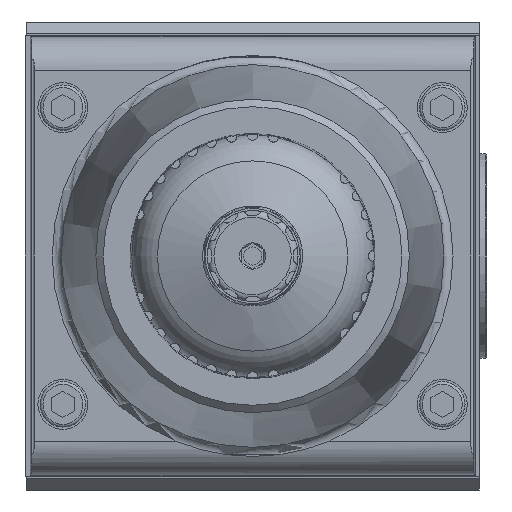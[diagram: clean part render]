
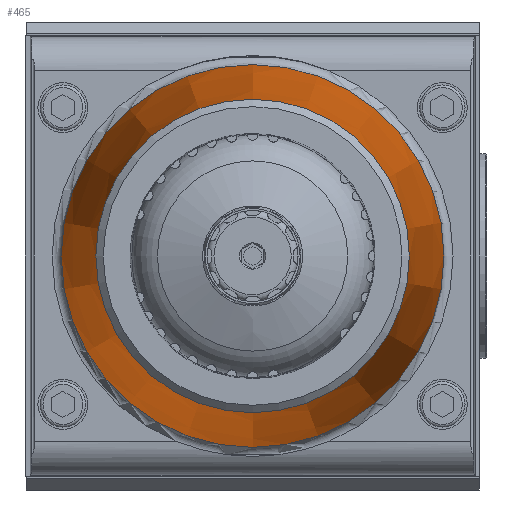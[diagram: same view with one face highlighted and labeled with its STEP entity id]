
A CAD part, front view. The second image highlights one B-rep face of the part: STEP entity #465.
In plain terms, the highlighted conical face has half-angle 5 degrees and reference radius 42.123 mm.
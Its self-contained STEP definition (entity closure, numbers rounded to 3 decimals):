
#465 = ADVANCED_FACE( '', ( #1391, #1392 ), #1393, .T. );
#1391 = FACE_BOUND( '', #2586, .T. );
#1392 = FACE_OUTER_BOUND( '', #2587, .T. );
#1393 = CONICAL_SURFACE( '', #2588, 42.123, 0.087 );
#2586 = EDGE_LOOP( '', ( #5286 ) );
#2587 = EDGE_LOOP( '', ( #5287 ) );
#2588 = AXIS2_PLACEMENT_3D( '', #5288, #5289, #5290 );
#5286 = ORIENTED_EDGE( '', *, *, #8091, .F. );
#5287 = ORIENTED_EDGE( '', *, *, #8090, .T. );
#5288 = CARTESIAN_POINT( '', ( 0., -1.826, 0. ) );
#5289 = DIRECTION( '', ( 0., 1., 0. ) );
#5290 = DIRECTION( '', ( 0., 0., 1. ) );
#8090 = EDGE_CURVE( '', #9998, #9998, #9999, .T. );
#8091 = EDGE_CURVE( '', #10000, #10000, #10001, .T. );
#9998 = VERTEX_POINT( '', #12982 );
#9999 = CIRCLE( '', #12983, 42.123 );
#10000 = VERTEX_POINT( '', #12984 );
#10001 = CIRCLE( '', #12985, 34.496 );
#12982 = CARTESIAN_POINT( '', ( 0., -1.826, -42.123 ) );
#12983 = AXIS2_PLACEMENT_3D( '', #17186, #17187, #17188 );
#12984 = CARTESIAN_POINT( '', ( 0., -89.006, -34.496 ) );
#12985 = AXIS2_PLACEMENT_3D( '', #17189, #17190, #17191 );
#17186 = CARTESIAN_POINT( '', ( 0., -1.826, 0. ) );
#17187 = DIRECTION( '', ( 0., -1., 0. ) );
#17188 = DIRECTION( '', ( 0., 0., -1. ) );
#17189 = CARTESIAN_POINT( '', ( 0., -89.006, 0. ) );
#17190 = DIRECTION( '', ( 0., -1., 0. ) );
#17191 = DIRECTION( '', ( 0., 0., -1. ) );
